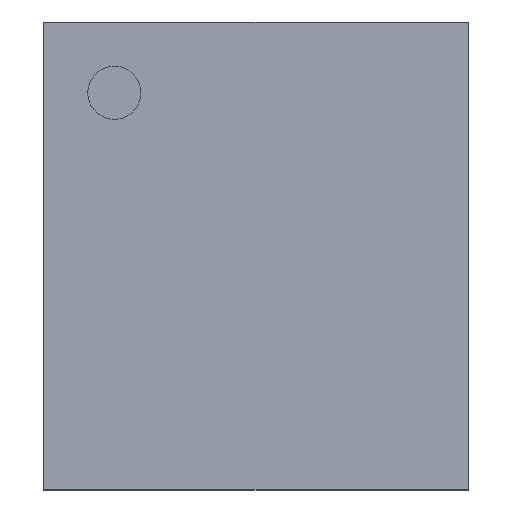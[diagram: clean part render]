
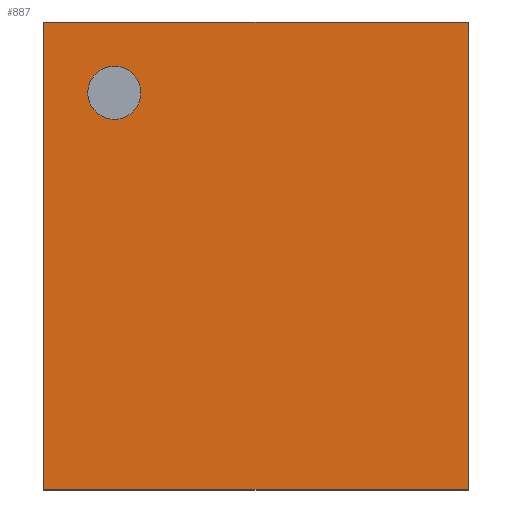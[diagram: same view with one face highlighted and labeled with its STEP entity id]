
A CAD part, top view. The second image highlights one B-rep face of the part: STEP entity #887.
In plain terms, the highlighted planar face has unit normal (0, 0, 1).
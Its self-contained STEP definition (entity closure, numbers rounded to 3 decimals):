
#755=FACE_BOUND('',#798,.T.);
#757=LINE('',#1568,#770);
#762=LINE('',#1577,#775);
#763=LINE('',#1580,#776);
#764=LINE('',#1581,#777);
#770=VECTOR('',#1151,1.);
#775=VECTOR('',#1158,1.);
#776=VECTOR('',#1161,1.);
#777=VECTOR('',#1162,1.);
#787=FACE_OUTER_BOUND('',#797,.T.);
#797=EDGE_LOOP('',(#848,#849,#850,#851));
#798=EDGE_LOOP('',(#852));
#806=CIRCLE('',#940,0.346);
#811=VERTEX_POINT('',#1565);
#812=VERTEX_POINT('',#1567);
#815=VERTEX_POINT('',#1575);
#816=VERTEX_POINT('',#1579);
#817=VERTEX_POINT('',#1582);
#824=EDGE_CURVE('',#811,#812,#757,.T.);
#829=EDGE_CURVE('',#811,#815,#762,.T.);
#830=EDGE_CURVE('',#815,#816,#763,.T.);
#831=EDGE_CURVE('',#812,#816,#764,.T.);
#832=EDGE_CURVE('',#817,#817,#806,.T.);
#848=ORIENTED_EDGE('',*,*,#824,.F.);
#849=ORIENTED_EDGE('',*,*,#829,.T.);
#850=ORIENTED_EDGE('',*,*,#830,.T.);
#851=ORIENTED_EDGE('',*,*,#831,.F.);
#852=ORIENTED_EDGE('',*,*,#832,.F.);
#875=PLANE('',#939);
#887=ADVANCED_FACE('',(#787,#755),#875,.T.);
#939=AXIS2_PLACEMENT_3D('',#1578,#1159,#1160);
#940=AXIS2_PLACEMENT_3D('',#1583,#1163,#1164);
#1151=DIRECTION('',(0.,1.,0.));
#1158=DIRECTION('',(1.,0.,0.));
#1159=DIRECTION('center_axis',(0.,0.,1.));
#1160=DIRECTION('ref_axis',(1.,0.,0.));
#1161=DIRECTION('',(0.,1.,0.));
#1162=DIRECTION('',(1.,0.,0.));
#1163=DIRECTION('center_axis',(0.,0.,1.));
#1164=DIRECTION('ref_axis',(1.,0.,0.));
#1565=CARTESIAN_POINT('',(0.,0.,0.585));
#1567=CARTESIAN_POINT('',(0.,6.1,0.585));
#1568=CARTESIAN_POINT('',(0.,0.,0.585));
#1575=CARTESIAN_POINT('',(5.54,0.,0.585));
#1577=CARTESIAN_POINT('',(0.,0.,0.585));
#1578=CARTESIAN_POINT('Origin',(0.,0.,0.585));
#1579=CARTESIAN_POINT('',(5.54,6.1,0.585));
#1580=CARTESIAN_POINT('',(5.54,0.,0.585));
#1581=CARTESIAN_POINT('',(0.,6.1,0.585));
#1582=CARTESIAN_POINT('',(0.577,5.177,0.585));
#1583=CARTESIAN_POINT('Origin',(0.923,5.177,0.585));
